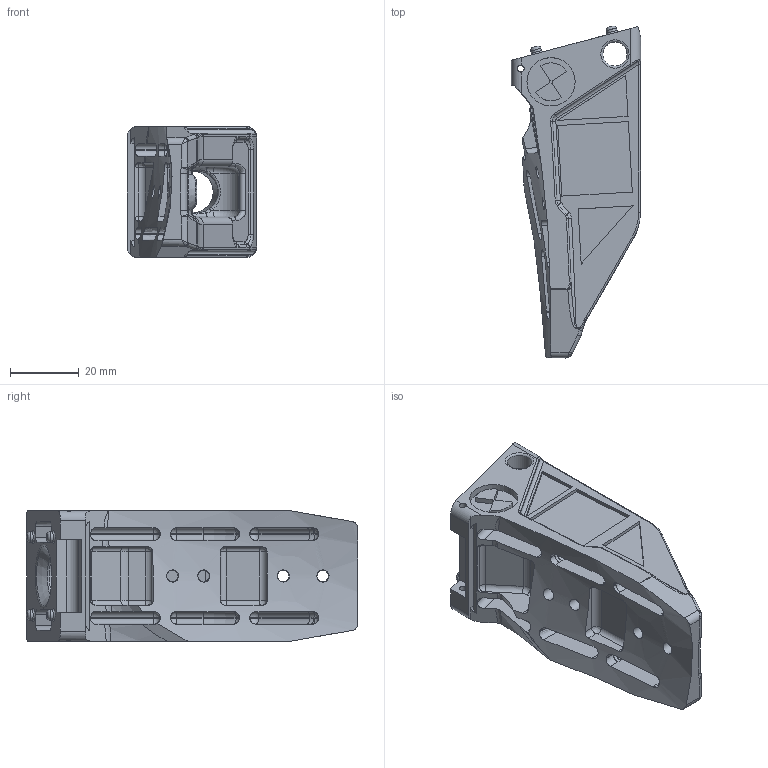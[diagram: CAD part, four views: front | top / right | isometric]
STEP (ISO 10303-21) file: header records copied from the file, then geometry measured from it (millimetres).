
FILE_DESCRIPTION(/* description */ (''),/* implementation_level */ '2;1');
FILE_NAME(/* name */ 'Mark_R.step',/* time_stamp */ '2022-06-22T22:38:31+08:00',/* author */ (''),/* organization */ (''),/* preprocessor_version */ 'ST-DEVELOPER v19',/* originating_system */ 'Autodesk Translation Framework v11.7.0.108',/* authorisation */ '');
FILE_SCHEMA (('AUTOMOTIVE_DESIGN { 1 0 10303 214 3 1 1 }'));
Length unit declared in the file: millimetre
Products named in the file (1): Mark_R
Bounding box: 37.48 x 96.3 x 38 mm (x, y, z)
Surface area: 26379.3 mm2 (no closed solid volume)
Topology: 0 solids, 1 shells, 749 faces, 1837 edges, 1071 vertices
Faces by surface type: plane 220, cylinder 219, bspline 206, torus 77, sphere 22, cone 5
Full cylindrical faces by diameter (mm): 2 x2, 3 x4, 3.5 x4, 7 x1, 12 x1, 14 x2
Entity records: 34413 total; most frequent: CARTESIAN_POINT 17957, ORIENTED_EDGE 3584, DIRECTION 3253, EDGE_CURVE 1795, AXIS2_PLACEMENT_3D 1243, VERTEX_POINT 1071, EDGE_LOOP 789, LINE 767
